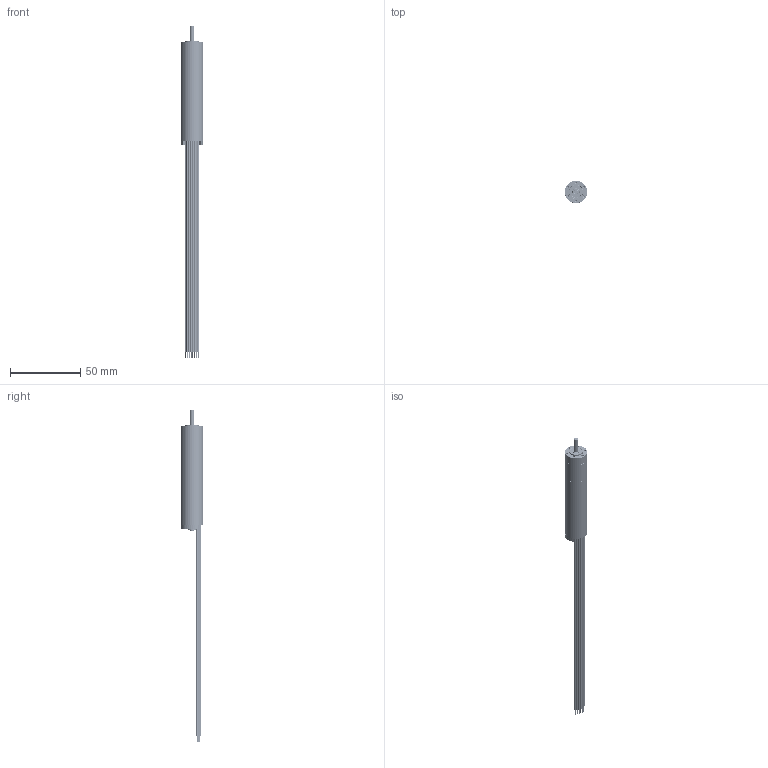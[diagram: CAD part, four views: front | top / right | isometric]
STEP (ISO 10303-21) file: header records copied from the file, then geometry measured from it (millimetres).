
FILE_DESCRIPTION((''),'2;1');
FILE_NAME('4611180000448_ASM','2022-04-29T10:47:39',('MS05792'),(''),'CREO PARAMETRIC BY PTC INC, 2018100','CREO PARAMETRIC BY PTC INC, 2018100','');
FILE_SCHEMA(('CONFIG_CONTROL_DESIGN'));
Products named in the file (44): 4219130000594; 4613101100176; 3698151100213; 4613104500086; 4613102300114_ASM; 4219120100400; 4713101003424; 4715450000171; 4713120012585_ASM; 4634140206717_AF7; 4713120012587_AF4_ASM; 4394000100540; 4219121305809; 4331101000822; 4333201500956; 4332101106038; 4394000100539; 4693220001119; 4613107700125_ASM; 4294501000099; 4219121306144; 4331101000678; 4613152000414_AF0_ASM; 4611180000426_AF0_ASM; 4219121304835; 4331101000754; 4333201500829; 4219120100544; 4332101104972; 4332301101260; 4219120100542; 4219120100545_ASM; 4294440100447; 4332301101259; 4219120100554; 4332101105015; 4219120100555_ASM; 4332301101270; 4332301101421; 4332301101269 ...
Assembly tree (221 placements, depth 7):
  4611180000448_ASM
    4696320000490_ASM
      4611180000426_AF0_ASM
        4613152000414_AF0_ASM
          4613102300114_ASM
            4219130000594
            4613101100176  x166
            3698151100213
            4613104500086
          4713120012587_AF4_ASM
            4219120100400
            4713120012585_ASM
              4713101003424
              4715450000171  x3
            4634140206717_AF7
          4394000100540
          4219121305809
          4331101000822
          4333201500956
          4613107700125_ASM
            4332101106038
            4394000100539  x2
            4693220001119
          4294501000099
          4219121306144
          4331101000678
      4332401001014_ASM
        4219121304835
        4331101000754  x2
        4333201500829
        4219120100545_ASM
          4219120100544
          4332101104972  x3
          4332301101260  x3
          4219120100542
        4294440100447  x2
        4332301101259
        4219120100555_ASM
          4219120100554
          4332101105015  x3
        4332301101270  x3
        4332301101421
        4332301101269
        4219121304807
Bounding box: 16 x 16 x 236.7 mm (x, y, z)
Volume: 14291.9 mm3; surface area: 56829.5 mm2
Topology: 220 solids, 230 shells, 8180 faces, 21578 edges, 13931 vertices
Faces by surface type: cylinder 5697, bspline 843, plane 729, extrusion 466, cone 344, torus 73, sphere 28
Entity records: 126402 total; most frequent: CARTESIAN_POINT 65828, ORIENTED_EDGE 13136, DIRECTION 10568, EDGE_CURVE 6584, AXIS2_PLACEMENT_3D 4123, VERTEX_POINT 3967, EDGE_LOOP 2963, B_SPLINE_CURVE_WITH_KNOTS 2882
